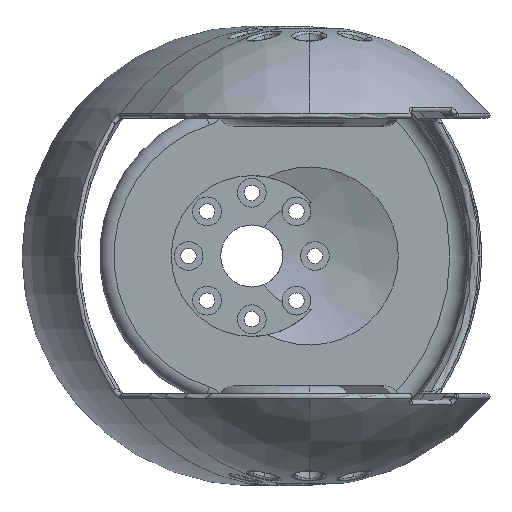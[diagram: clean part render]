
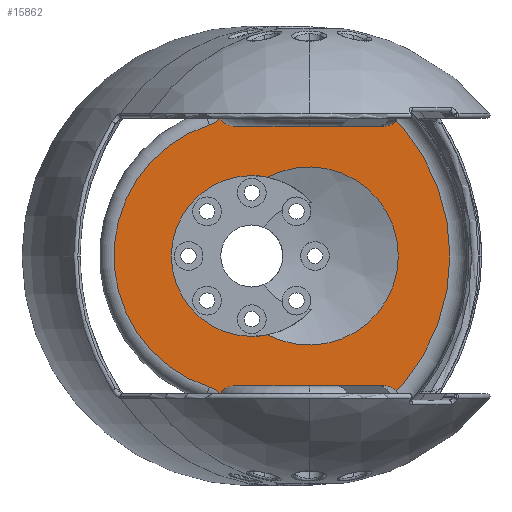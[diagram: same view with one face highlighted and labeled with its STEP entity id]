
A CAD part, left-side view. The second image highlights one B-rep face of the part: STEP entity #15862.
In plain terms, the highlighted planar face has unit normal (-1, 0, 0).
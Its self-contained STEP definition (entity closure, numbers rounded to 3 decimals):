
#652 = CIRCLE ( 'NONE', #9327, 15.51 ) ;
#688 = EDGE_LOOP ( 'NONE', ( #14268, #17301, #1047, #7668, #11156, #7519 ) ) ;
#1047 = ORIENTED_EDGE ( 'NONE', *, *, #13969, .F. ) ;
#1070 = DIRECTION ( 'NONE',  ( 0., 0., -1. ) ) ;
#1294 = EDGE_CURVE ( 'NONE', #12995, #8621, #12546, .T. ) ;
#1302 = CARTESIAN_POINT ( 'NONE',  ( -160.5, 0., -34.5 ) ) ;
#1380 = CARTESIAN_POINT ( 'NONE',  ( -160.5, -2.773, 13.723 ) ) ;
#1600 = DIRECTION ( 'NONE',  ( 1., 0., 0. ) ) ;
#2054 = EDGE_CURVE ( 'NONE', #5224, #16942, #652, .T. ) ;
#2262 = CARTESIAN_POINT ( 'NONE',  ( -160.5, 0., 0. ) ) ;
#2330 = DIRECTION ( 'NONE',  ( 0., 0., -1. ) ) ;
#2530 = EDGE_CURVE ( 'NONE', #17336, #9617, #15638, .T. ) ;
#2834 = CARTESIAN_POINT ( 'NONE',  ( -160.5, 9.193, 28.294 ) ) ;
#3102 = DIRECTION ( 'NONE',  ( 0., 0., -1. ) ) ;
#3246 = CARTESIAN_POINT ( 'NONE',  ( -160.5, 0., 0. ) ) ;
#4843 = DIRECTION ( 'NONE',  ( 1., 0., 0. ) ) ;
#4960 = ORIENTED_EDGE ( 'NONE', *, *, #9718, .T. ) ;
#4962 = DIRECTION ( 'NONE',  ( 1., 0., 0. ) ) ;
#5167 = CARTESIAN_POINT ( 'NONE',  ( -160.5, 7.416, 22.825 ) ) ;
#5224 = VERTEX_POINT ( 'NONE', #1380 ) ;
#5568 = CARTESIAN_POINT ( 'NONE',  ( -160.5, 7.292, 33.721 ) ) ;
#5679 = DIRECTION ( 'NONE',  ( 1., 0., 0. ) ) ;
#6079 = DIRECTION ( 'NONE',  ( 1., 0., 0. ) ) ;
#6638 = DIRECTION ( 'NONE',  ( 0., 0., -1. ) ) ;
#6698 = VERTEX_POINT ( 'NONE', #5568 ) ;
#6763 = VERTEX_POINT ( 'NONE', #17637 ) ;
#7519 = ORIENTED_EDGE ( 'NONE', *, *, #13356, .F. ) ;
#7604 = CARTESIAN_POINT ( 'NONE',  ( -160.5, 7.416, -22.825 ) ) ;
#7668 = ORIENTED_EDGE ( 'NONE', *, *, #1294, .F. ) ;
#7777 = CARTESIAN_POINT ( 'NONE',  ( -160.5, 0., 0. ) ) ;
#8515 = CIRCLE ( 'NONE', #19971, 5.75 ) ;
#8621 = VERTEX_POINT ( 'NONE', #11270 ) ;
#9145 = DIRECTION ( 'NONE',  ( 0., 0., -1. ) ) ;
#9327 = AXIS2_PLACEMENT_3D ( 'NONE', #17252, #9613, #6638 ) ;
#9511 = AXIS2_PLACEMENT_3D ( 'NONE', #2262, #14721, #2330 ) ;
#9613 = DIRECTION ( 'NONE',  ( 1., 0., 0. ) ) ;
#9617 = VERTEX_POINT ( 'NONE', #5167 ) ;
#9696 = CARTESIAN_POINT ( 'NONE',  ( -160.5, 0., 0. ) ) ;
#9718 = EDGE_CURVE ( 'NONE', #10140, #6763, #19440, .T. ) ;
#10129 = DIRECTION ( 'NONE',  ( 0., 0., -1. ) ) ;
#10140 = VERTEX_POINT ( 'NONE', #10957 ) ;
#10504 = EDGE_LOOP ( 'NONE', ( #12555, #11195, #4960, #13530 ) ) ;
#10957 = CARTESIAN_POINT ( 'NONE',  ( -160.5, 0., -14. ) ) ;
#11156 = ORIENTED_EDGE ( 'NONE', *, *, #19757, .F. ) ;
#11195 = ORIENTED_EDGE ( 'NONE', *, *, #12909, .T. ) ;
#11270 = CARTESIAN_POINT ( 'NONE',  ( -160.5, 7.292, -33.721 ) ) ;
#11622 = PLANE ( 'NONE',  #13196 ) ;
#11759 = AXIS2_PLACEMENT_3D ( 'NONE', #2834, #14694, #1070 ) ;
#11922 = CARTESIAN_POINT ( 'NONE',  ( -160.5, 0., 0. ) ) ;
#12107 = AXIS2_PLACEMENT_3D ( 'NONE', #13135, #19375, #10129 ) ;
#12227 = CARTESIAN_POINT ( 'NONE',  ( -160.5, 9.193, -28.294 ) ) ;
#12466 = DIRECTION ( 'NONE',  ( 0., 0., -1. ) ) ;
#12546 = CIRCLE ( 'NONE', #14384, 34.5 ) ;
#12555 = ORIENTED_EDGE ( 'NONE', *, *, #2054, .T. ) ;
#12841 = CARTESIAN_POINT ( 'NONE',  ( -160.5, 0., 0. ) ) ;
#12909 = EDGE_CURVE ( 'NONE', #16942, #10140, #13884, .T. ) ;
#12995 = VERTEX_POINT ( 'NONE', #1302 ) ;
#13135 = CARTESIAN_POINT ( 'NONE',  ( -160.5, 0., 0. ) ) ;
#13196 = AXIS2_PLACEMENT_3D ( 'NONE', #17738, #19284, #17545 ) ;
#13356 = EDGE_CURVE ( 'NONE', #6698, #16228, #14601, .T. ) ;
#13530 = ORIENTED_EDGE ( 'NONE', *, *, #16774, .T. ) ;
#13884 = CIRCLE ( 'NONE', #12107, 14. ) ;
#13969 = EDGE_CURVE ( 'NONE', #8621, #17336, #8515, .T. ) ;
#14212 = CIRCLE ( 'NONE', #18395, 34.5 ) ;
#14268 = ORIENTED_EDGE ( 'NONE', *, *, #15335, .F. ) ;
#14337 = DIRECTION ( 'NONE',  ( 0., 0., -1. ) ) ;
#14384 = AXIS2_PLACEMENT_3D ( 'NONE', #9696, #4962, #18805 ) ;
#14601 = CIRCLE ( 'NONE', #9511, 34.5 ) ;
#14694 = DIRECTION ( 'NONE',  ( -1., 0., 0. ) ) ;
#14721 = DIRECTION ( 'NONE',  ( 1., 0., 0. ) ) ;
#14809 = AXIS2_PLACEMENT_3D ( 'NONE', #12841, #4843, #14337 ) ;
#15093 = DIRECTION ( 'NONE',  ( 0., 0., -1. ) ) ;
#15335 = EDGE_CURVE ( 'NONE', #9617, #6698, #15519, .T. ) ;
#15519 = CIRCLE ( 'NONE', #11759, 5.75 ) ;
#15638 = CIRCLE ( 'NONE', #14809, 24. ) ;
#15862 = ADVANCED_FACE ( 'NONE', ( #16451, #19078 ), #11622, .T. ) ;
#16228 = VERTEX_POINT ( 'NONE', #19148 ) ;
#16451 = FACE_BOUND ( 'NONE', #10504, .T. ) ;
#16774 = EDGE_CURVE ( 'NONE', #6763, #5224, #18352, .T. ) ;
#16942 = VERTEX_POINT ( 'NONE', #18297 ) ;
#17252 = CARTESIAN_POINT ( 'NONE',  ( -160.5, -10.001, 0. ) ) ;
#17301 = ORIENTED_EDGE ( 'NONE', *, *, #2530, .F. ) ;
#17336 = VERTEX_POINT ( 'NONE', #7604 ) ;
#17365 = AXIS2_PLACEMENT_3D ( 'NONE', #7777, #1600, #12466 ) ;
#17545 = DIRECTION ( 'NONE',  ( 0., 0., -1. ) ) ;
#17637 = CARTESIAN_POINT ( 'NONE',  ( -160.5, 0., 14. ) ) ;
#17738 = CARTESIAN_POINT ( 'NONE',  ( -160.5, 0., 0. ) ) ;
#18204 = DIRECTION ( 'NONE',  ( -1., 0., 0. ) ) ;
#18297 = CARTESIAN_POINT ( 'NONE',  ( -160.5, -2.773, -13.723 ) ) ;
#18352 = CIRCLE ( 'NONE', #18856, 14. ) ;
#18395 = AXIS2_PLACEMENT_3D ( 'NONE', #3246, #6079, #3102 ) ;
#18805 = DIRECTION ( 'NONE',  ( 0., 0., -1. ) ) ;
#18856 = AXIS2_PLACEMENT_3D ( 'NONE', #11922, #5679, #15093 ) ;
#19078 = FACE_OUTER_BOUND ( 'NONE', #688, .T. ) ;
#19148 = CARTESIAN_POINT ( 'NONE',  ( -160.5, 0., 34.5 ) ) ;
#19284 = DIRECTION ( 'NONE',  ( -1., 0., 0. ) ) ;
#19375 = DIRECTION ( 'NONE',  ( 1., 0., 0. ) ) ;
#19440 = CIRCLE ( 'NONE', #17365, 14. ) ;
#19757 = EDGE_CURVE ( 'NONE', #16228, #12995, #14212, .T. ) ;
#19971 = AXIS2_PLACEMENT_3D ( 'NONE', #12227, #18204, #9145 ) ;
